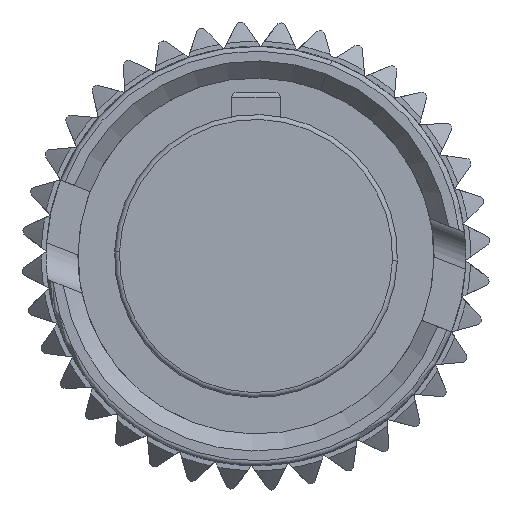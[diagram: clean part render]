
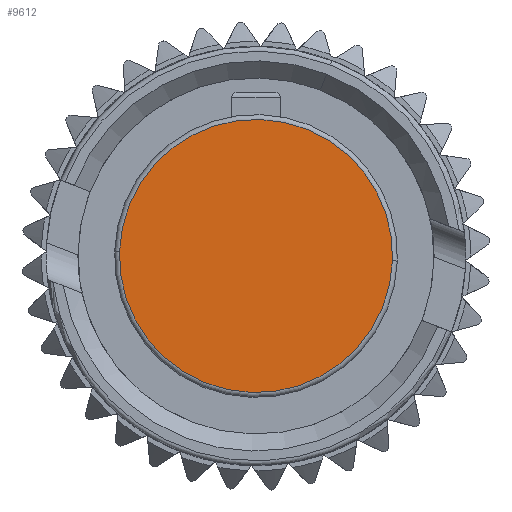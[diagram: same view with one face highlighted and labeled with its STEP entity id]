
A CAD part, left-side view. The second image highlights one B-rep face of the part: STEP entity #9612.
In plain terms, the highlighted face is planar.
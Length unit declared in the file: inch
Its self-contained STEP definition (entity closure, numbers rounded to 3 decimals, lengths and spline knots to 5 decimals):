
#2828 = CARTESIAN_POINT ( 'NONE',  ( 0.47244, 0., 0.11024 ) ) ;
#2900 = AXIS2_PLACEMENT_3D ( 'NONE', #13822, #20891, #8603 ) ;
#3083 = CARTESIAN_POINT ( 'NONE',  ( 0.47244, 0., -0.11024 ) ) ;
#4227 = CARTESIAN_POINT ( 'NONE',  ( 0.47244, 0., 0. ) ) ;
#6866 = CIRCLE ( 'NONE', #8738, 0.11024 ) ;
#7703 = AXIS2_PLACEMENT_3D ( 'NONE', #8013, #22054, #16386 ) ;
#8013 = CARTESIAN_POINT ( 'NONE',  ( 0.47244, -0.11244, 0.11024 ) ) ;
#8603 = DIRECTION ( 'NONE',  ( 0., 0., -1. ) ) ;
#8738 = AXIS2_PLACEMENT_3D ( 'NONE', #4227, #18301, #9468 ) ;
#9468 = DIRECTION ( 'NONE',  ( 0., 0., -1. ) ) ;
#9612 = ADVANCED_FACE ( 'NONE', ( #11267 ), #16833, .T. ) ;
#11127 = EDGE_LOOP ( 'NONE', ( #16712, #15362 ) ) ;
#11267 = FACE_OUTER_BOUND ( 'NONE', #11127, .T. ) ;
#11272 = EDGE_CURVE ( 'NONE', #15973, #18690, #22182, .T. ) ;
#12509 = EDGE_CURVE ( 'NONE', #18690, #15973, #6866, .T. ) ;
#13822 = CARTESIAN_POINT ( 'NONE',  ( 0.47244, 0., 0. ) ) ;
#15362 = ORIENTED_EDGE ( 'NONE', *, *, #11272, .F. ) ;
#15973 = VERTEX_POINT ( 'NONE', #2828 ) ;
#16386 = DIRECTION ( 'NONE',  ( 0., 1., 0. ) ) ;
#16712 = ORIENTED_EDGE ( 'NONE', *, *, #12509, .F. ) ;
#16833 = PLANE ( 'NONE',  #7703 ) ;
#18301 = DIRECTION ( 'NONE',  ( -1., 0., 0. ) ) ;
#18690 = VERTEX_POINT ( 'NONE', #3083 ) ;
#20891 = DIRECTION ( 'NONE',  ( -1., 0., 0. ) ) ;
#22054 = DIRECTION ( 'NONE',  ( 1., 0., 0. ) ) ;
#22182 = CIRCLE ( 'NONE', #2900, 0.11024 ) ;
